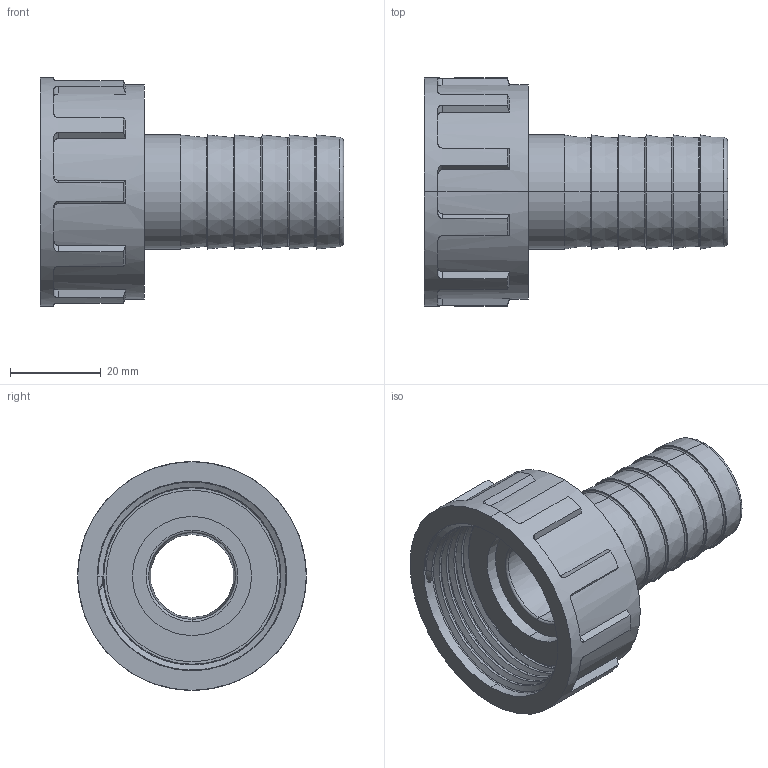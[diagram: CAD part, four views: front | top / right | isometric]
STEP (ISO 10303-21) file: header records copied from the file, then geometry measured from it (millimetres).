
FILE_DESCRIPTION (( 'STEP AP203' ), '1' );
FILE_NAME ('00120_0925.STEP', '2017-05-10T13:52:42', ( '' ), ( '' ), 'SwSTEP 2.0', 'SolidWorks 2011', '' );
FILE_SCHEMA (( 'CONFIG_CONTROL_DESIGN' ));
Length unit declared in the file: millimetre
Products named in the file (4): 00120_0925; 00125_0909; 00122_0909; 00123_0925
Assembly tree (3 placements, depth 2):
  00120_0925
    00125_0909
    00123_0925
    00122_0909
Bounding box: 67 x 50.5 x 50.5 mm (x, y, z)
Volume: 30205 mm3; surface area: 21355.4 mm2
Topology: 3 solids, 3 shells, 155 faces, 393 edges, 252 vertices
Faces by surface type: cylinder 52, plane 45, torus 27, cone 26, bspline 5
Entity records: 8835 total; most frequent: CARTESIAN_POINT 4806, ORIENTED_EDGE 786, DIRECTION 753, EDGE_CURVE 393, AXIS2_PLACEMENT_3D 312, VERTEX_POINT 252, EDGE_LOOP 169, CIRCLE 156
